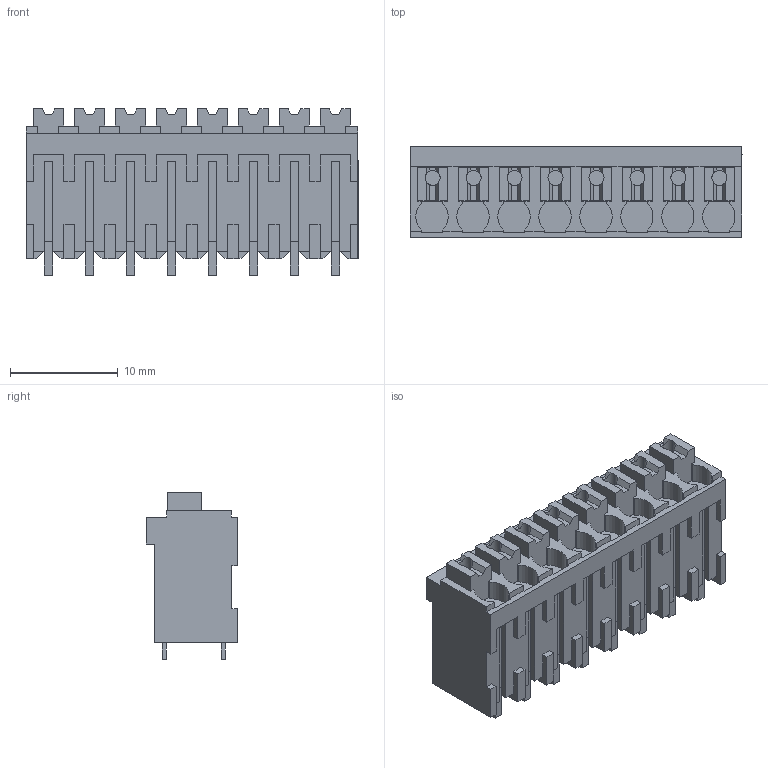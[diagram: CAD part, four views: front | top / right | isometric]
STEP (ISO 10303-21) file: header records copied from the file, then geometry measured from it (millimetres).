
FILE_DESCRIPTION(('CATIA V5 STEP Exchange','CAx-IF Rec.Pracs.--- Model Styling and Organization---1.2---2011-12-15'),'2;1');
FILE_NAME ('D1458111_0_1875380000_1875380000.stp','2018-03-20T06:30:09+00:00',('none'),('Weidmueller'),'CATIA Version 5-6 Release 2014','CATIA V5 STEP AP214','none');
FILE_SCHEMA(('AUTOMOTIVE_DESIGN { 1 0 10303 214 1 1 1 1 }'));
Length unit declared in the file: millimetre
Products named in the file (1): 1875380000
Bounding box: 30.87 x 8.5 x 15.45 mm (x, y, z)
Volume: 2485.9 mm3; surface area: 2707.9 mm2
Topology: 25 solids, 25 shells, 600 faces, 1688 edges, 1138 vertices
Faces by surface type: plane 568, cylinder 32
Entity records: 18580 total; most frequent: CARTESIAN_POINT 3535, ORIENTED_EDGE 3376, DIRECTION 2444, EDGE_CURVE 1688, VECTOR 1560, LINE 1560, VERTEX_POINT 1138, ADVANCED_FACE 600
